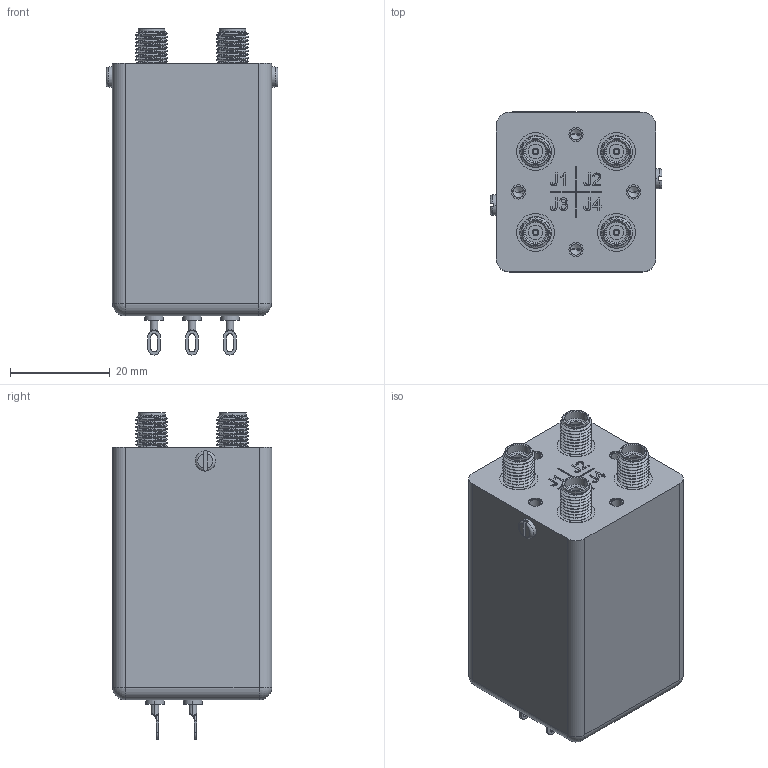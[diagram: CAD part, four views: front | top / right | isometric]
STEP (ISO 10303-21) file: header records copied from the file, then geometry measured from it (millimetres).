
FILE_DESCRIPTION (( 'STEP AP214' ), '1' );
FILE_NAME ('FMSW6451.step', '2021-02-25T21:29:54', ( '' ), ( '' ), 'SwSTEP 2.0', 'SolidWorks 2018', '' );
FILE_SCHEMA (( 'AUTOMOTIVE_DESIGN' ));
Length unit declared in the file: inch
Products named in the file (1): FMSW6451
Bounding box: 34.54 x 32.08 x 65.53 mm (x, y, z)
Volume: 52187.2 mm3; surface area: 9857.9 mm2
Topology: 1 solids, 1 shells, 912 faces, 2440 edges, 1590 vertices
Faces by surface type: plane 423, cylinder 234, bspline 199, cone 48, sphere 4, torus 4
Entity records: 41384 total; most frequent: CARTESIAN_POINT 20322, ORIENTED_EDGE 4832, DIRECTION 3624, EDGE_CURVE 2416, VERTEX_POINT 1590, VECTOR 1368, LINE 1368, AXIS2_PLACEMENT_3D 1128
